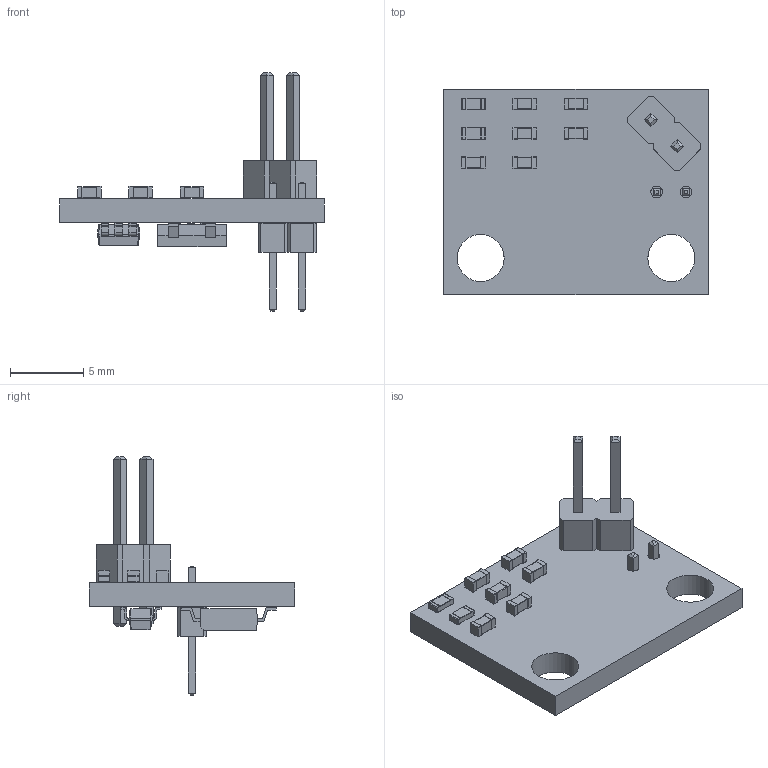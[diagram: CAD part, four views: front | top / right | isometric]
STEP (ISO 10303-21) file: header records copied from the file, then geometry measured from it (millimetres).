
FILE_DESCRIPTION(('KiCad electronic assembly'),'2;1');
FILE_NAME('screamer.step','2024-04-25T13:24:19',('Pcbnew'),('Kicad'), 'Open CASCADE STEP processor 7.7','KiCad to STEP converter','Unknown' );
FILE_SCHEMA(('AUTOMOTIVE_DESIGN { 1 0 10303 214 1 1 1 1 }'));
Length unit declared in the file: millimetre
Products named in the file (18): screamer 1; C_0603_1608Metric; R_0603_1608Metric; L_0603_1608Metric; PinHeader_1x02_P2.54mm_Vertical; PinHeader_1x02_P254mm_Vertical; SOT-23-5; SOT_23_5; PinHeader_1x02_P2.00mm_Vertical; PinHeader_1x02_P200mm_Vertical; TO-269AA; SOT-23-6; SOT_23_6; screamer_PCB
Assembly tree (22 placements, depth 3):
  screamer 1
    C_0603_1608Metric  x5
      C_0603_1608Metric
    R_0603_1608Metric  x2
      R_0603_1608Metric
    L_0603_1608Metric
      L_0603_1608Metric
    PinHeader_1x02_P2.54mm_Vertical
      PinHeader_1x02_P254mm_Vertical
    SOT-23-5
      SOT_23_5
    PinHeader_1x02_P2.00mm_Vertical
      PinHeader_1x02_P200mm_Vertical
    TO-269AA
      TO-269AA
    SOT-23-6
      SOT_23_6
    screamer_PCB
Bounding box: 18 x 14 x 16.24 mm (x, y, z)
Volume: 479.3 mm3; surface area: 972.3 mm2
Topology: 14 solids, 14 shells, 623 faces, 1590 edges, 1016 vertices
Faces by surface type: plane 425, cylinder 139, bspline 59
Full cylindrical faces by diameter (mm): 0.8 x2, 1 x2, 3.2 x2
Entity records: 17947 total; most frequent: CARTESIAN_POINT 2763, ORIENTED_EDGE 2468, DIRECTION 2234, EDGE_CURVE 1234, LINE 1004, VECTOR 1004, VERTEX_POINT 780, AXIS2_PLACEMENT_3D 615
